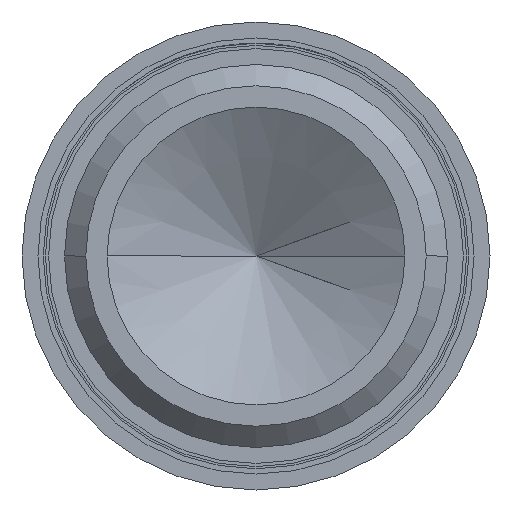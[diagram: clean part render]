
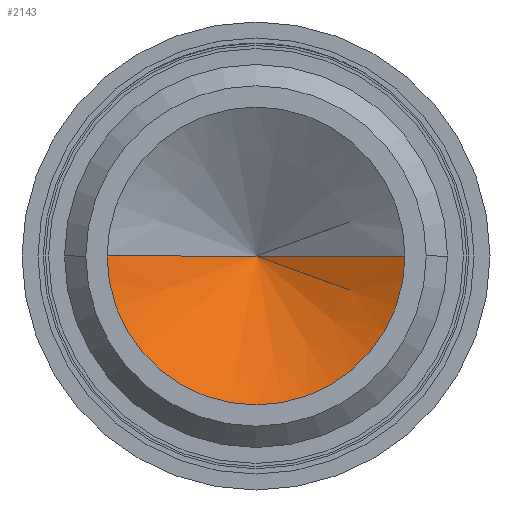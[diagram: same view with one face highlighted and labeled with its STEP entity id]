
A CAD part, front view. The second image highlights one B-rep face of the part: STEP entity #2143.
In plain terms, the highlighted conical face has half-angle 59 degrees and reference radius 0.7 mm.
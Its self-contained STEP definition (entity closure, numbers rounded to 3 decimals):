
#4 = DIRECTION ( 'NONE',  ( 0., -1., 0. ) ) ;
#92 = VECTOR ( 'NONE', #3729, 1000. ) ;
#145 = LINE ( 'NONE', #3397, #92 ) ;
#174 = VERTEX_POINT ( 'NONE', #1269 ) ;
#178 = ORIENTED_EDGE ( 'NONE', *, *, #3343, .T. ) ;
#333 = CONICAL_SURFACE ( 'NONE', #2524, 0.7, 1.03 ) ;
#482 = CIRCLE ( 'NONE', #1921, 0.7 ) ;
#644 = CARTESIAN_POINT ( 'NONE',  ( 0.7, -41.35, 0. ) ) ;
#739 = DIRECTION ( 'NONE',  ( 1., 0., 0. ) ) ;
#966 = CARTESIAN_POINT ( 'NONE',  ( 0.7, -41.35, 0. ) ) ;
#1036 = EDGE_LOOP ( 'NONE', ( #2011, #178, #2604 ) ) ;
#1200 = DIRECTION ( 'NONE',  ( 1., 0., 0. ) ) ;
#1269 = CARTESIAN_POINT ( 'NONE',  ( 0., -40.929, 0. ) ) ;
#1361 = CARTESIAN_POINT ( 'NONE',  ( 0., -41.35, 0. ) ) ;
#1435 = VERTEX_POINT ( 'NONE', #644 ) ;
#1451 = FACE_OUTER_BOUND ( 'NONE', #1036, .T. ) ;
#1889 = LINE ( 'NONE', #966, #2892 ) ;
#1921 = AXIS2_PLACEMENT_3D ( 'NONE', #3044, #4, #1200 ) ;
#2011 = ORIENTED_EDGE ( 'NONE', *, *, #2027, .F. ) ;
#2027 = EDGE_CURVE ( 'NONE', #174, #1435, #1889, .T. ) ;
#2101 = VERTEX_POINT ( 'NONE', #3761 ) ;
#2143 = ADVANCED_FACE ( 'Defeature ausgef�hrt2_18', ( #1451 ), #333, .F. ) ;
#2524 = AXIS2_PLACEMENT_3D ( 'NONE', #1361, #2612, #739 ) ;
#2604 = ORIENTED_EDGE ( 'NONE', *, *, #2998, .T. ) ;
#2612 = DIRECTION ( 'NONE',  ( 0., -1., 0. ) ) ;
#2892 = VECTOR ( 'NONE', #3145, 1000. ) ;
#2998 = EDGE_CURVE ( 'Defeature ausgef�hrt2_18+Defeature ausgef�hrt2_19+Defeature ausgef�hrt2_19+Defeature ausgef�hrt2_19', #2101, #1435, #482, .T. ) ;
#3044 = CARTESIAN_POINT ( 'NONE',  ( 0., -41.35, 0. ) ) ;
#3145 = DIRECTION ( 'NONE',  ( 0.857, -0.515, 0. ) ) ;
#3343 = EDGE_CURVE ( 'NONE', #174, #2101, #145, .T. ) ;
#3397 = CARTESIAN_POINT ( 'NONE',  ( -0.7, -41.35, 0. ) ) ;
#3729 = DIRECTION ( 'NONE',  ( -0.857, -0.515, 0. ) ) ;
#3761 = CARTESIAN_POINT ( 'NONE',  ( -0.7, -41.35, 0. ) ) ;
